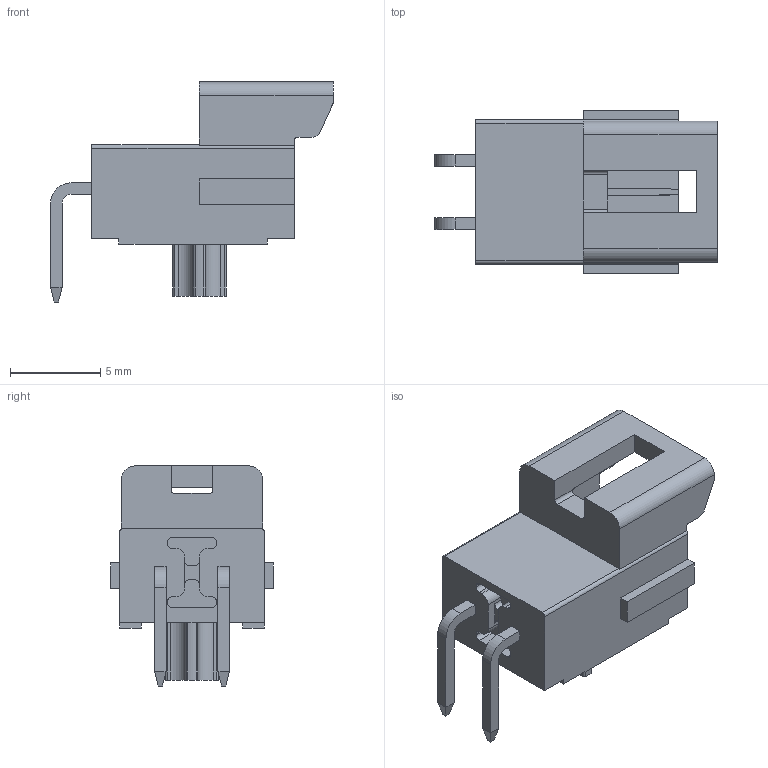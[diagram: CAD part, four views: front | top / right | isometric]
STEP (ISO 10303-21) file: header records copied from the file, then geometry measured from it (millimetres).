
FILE_DESCRIPTION(('FreeCAD Model'),'2;1');
FILE_NAME('1723101302.step','2018-02-08T21:45:05',( 'kicad StepUp'),('ksu MCAD'),'Open CASCADE STEP processor 6.8', 'FreeCAD','Unknown');
FILE_SCHEMA(('AUTOMOTIVE_DESIGN_CC2 { 1 2 10303 214 -1 1 5 4 }'));
Length unit declared in the file: millimetre
Products named in the file (1): 1723101302
Bounding box: 15.63 x 9 x 12.16 mm (x, y, z)
Volume: 410.8 mm3; surface area: 877.8 mm2
Topology: 1 solids, 1 shells, 172 faces, 474 edges, 308 vertices
Faces by surface type: plane 118, cylinder 52, sphere 2
Entity records: 5469 total; most frequent: CARTESIAN_POINT 979, ORIENTED_EDGE 948, DIRECTION 918, EDGE_CURVE 474, LINE 368, VECTOR 368, VERTEX_POINT 308, AXIS2_PLACEMENT_3D 275
